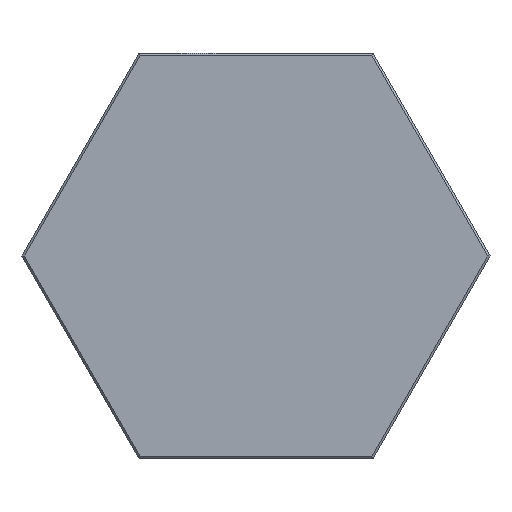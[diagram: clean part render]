
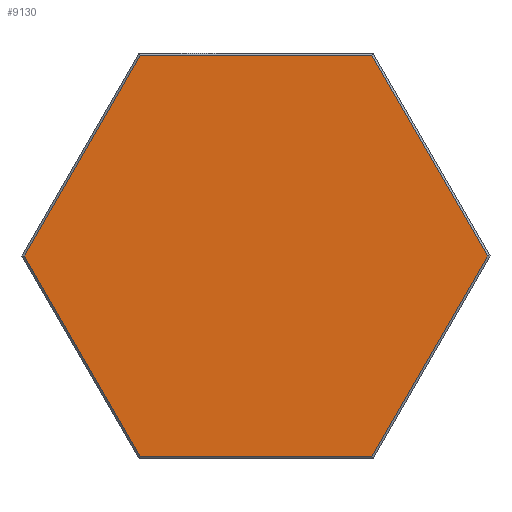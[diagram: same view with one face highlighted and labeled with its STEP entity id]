
A CAD part, front view. The second image highlights one B-rep face of the part: STEP entity #9130.
In plain terms, the highlighted planar face has unit normal (0, -1, 0).
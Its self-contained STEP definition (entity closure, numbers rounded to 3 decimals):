
#98=FACE_OUTER_BOUND('',#688,.T.);
#688=EDGE_LOOP('',(#6472,#6473,#6474,#6475,#6476,#6477));
#1658=LINE('',#13553,#2973);
#1659=LINE('',#13555,#2974);
#1660=LINE('',#13557,#2975);
#1661=LINE('',#13559,#2976);
#1662=LINE('',#13561,#2977);
#1663=LINE('',#13562,#2978);
#2973=VECTOR('',#10766,10.);
#2974=VECTOR('',#10767,10.);
#2975=VECTOR('',#10768,10.);
#2976=VECTOR('',#10769,10.);
#2977=VECTOR('',#10770,10.);
#2978=VECTOR('',#10771,10.);
#4234=VERTEX_POINT('',#13551);
#4235=VERTEX_POINT('',#13552);
#4236=VERTEX_POINT('',#13554);
#4237=VERTEX_POINT('',#13556);
#4238=VERTEX_POINT('',#13558);
#4239=VERTEX_POINT('',#13560);
#5047=EDGE_CURVE('',#4234,#4235,#1658,.T.);
#5048=EDGE_CURVE('',#4236,#4234,#1659,.T.);
#5049=EDGE_CURVE('',#4237,#4236,#1660,.T.);
#5050=EDGE_CURVE('',#4238,#4237,#1661,.T.);
#5051=EDGE_CURVE('',#4239,#4238,#1662,.T.);
#5052=EDGE_CURVE('',#4235,#4239,#1663,.T.);
#6472=ORIENTED_EDGE('',*,*,#5047,.F.);
#6473=ORIENTED_EDGE('',*,*,#5048,.F.);
#6474=ORIENTED_EDGE('',*,*,#5049,.F.);
#6475=ORIENTED_EDGE('',*,*,#5050,.F.);
#6476=ORIENTED_EDGE('',*,*,#5051,.F.);
#6477=ORIENTED_EDGE('',*,*,#5052,.F.);
#8576=PLANE('',#9698);
#9130=ADVANCED_FACE('',(#98),#8576,.T.);
#9698=AXIS2_PLACEMENT_3D('',#13550,#10764,#10765);
#10764=DIRECTION('center_axis',(0.,-1.,0.));
#10765=DIRECTION('ref_axis',(-1.,0.,0.));
#10766=DIRECTION('',(-1.,0.,0.));
#10767=DIRECTION('',(-0.5,0.,-0.866));
#10768=DIRECTION('',(0.5,0.,-0.866));
#10769=DIRECTION('',(1.,0.,0.));
#10770=DIRECTION('',(0.5,0.,0.866));
#10771=DIRECTION('',(-0.5,0.,0.866));
#13550=CARTESIAN_POINT('Origin',(40.,0.,0.));
#13551=CARTESIAN_POINT('',(30.635,0.,-20.421));
#13552=CARTESIAN_POINT('',(9.365,0.,-20.421));
#13553=CARTESIAN_POINT('',(35.375,0.,-20.421));
#13554=CARTESIAN_POINT('',(41.27,0.,-2.));
#13555=CARTESIAN_POINT('',(41.573,0.,-1.475));
#13556=CARTESIAN_POINT('',(30.635,0.,16.421));
#13557=CARTESIAN_POINT('',(35.332,0.,8.285));
#13558=CARTESIAN_POINT('',(9.365,0.,16.421));
#13559=CARTESIAN_POINT('',(24.625,0.,16.421));
#13560=CARTESIAN_POINT('',(-1.27,0.,-2.));
#13561=CARTESIAN_POINT('',(4.293,0.,7.635));
#13562=CARTESIAN_POINT('',(8.802,0.,-19.446));
